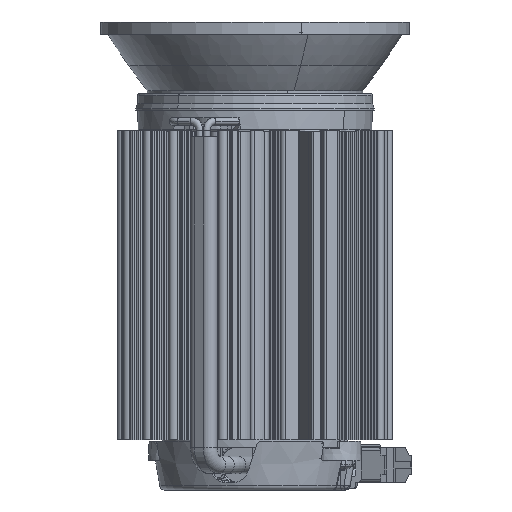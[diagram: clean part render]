
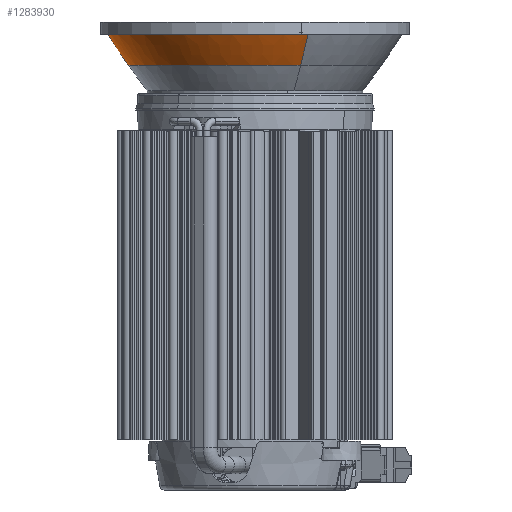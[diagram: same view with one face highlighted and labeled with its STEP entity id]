
A CAD part, front view. The second image highlights one B-rep face of the part: STEP entity #1283930.
In plain terms, the highlighted toroidal (fillet/blend) face has major radius 102.407 mm and minor radius 150 mm.
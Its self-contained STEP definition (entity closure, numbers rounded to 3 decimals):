
#1230240=CARTESIAN_POINT('',(0.,15.,0.));
#1230250=DIRECTION('',(0.,-1.,0.));
#1230260=DIRECTION('',(1.,0.,0.));
#1230270=AXIS2_PLACEMENT_3D('',#1230240,#1230250,#1230260);
#1230280=CIRCLE('',#1230270,23.8);
#1230310=CARTESIAN_POINT('',(23.753,15.,
-1.494));
#1230320=VERTEX_POINT('',#1230310);
#1230350=CARTESIAN_POINT('',(-23.753,15.,
1.494));
#1230360=VERTEX_POINT('',#1230350);
#1230370=EDGE_CURVE('',#1230320,#1230360,#1230280,.T.);
#1231910=CARTESIAN_POINT('',(20.404,10.,
-1.284));
#1231920=VERTEX_POINT('',#1231910);
#1232150=CARTESIAN_POINT('',(-20.404,10.,
1.284));
#1232160=VERTEX_POINT('',#1232150);
#1232190=CARTESIAN_POINT('',(0.,10.,0.));
#1232200=DIRECTION('',(0.,-1.,0.));
#1232210=DIRECTION('',(1.,0.,
0.));
#1232220=AXIS2_PLACEMENT_3D('',#1232190,#1232200,#1232210);
#1232230=CIRCLE('',#1232220,20.445);
#1232240=CARTESIAN_POINT('',(20.445,10.,
0.));
#1232250=VERTEX_POINT('',#1232240);
#1232260=EDGE_CURVE('',#1232250,#1232160,#1232230,.T.);
#1232280=EDGE_CURVE('',#1231920,#1232250,#1232230,.T.);
#1252070=CARTESIAN_POINT('',(102.205,96.066,
-6.429));
#1252080=DIRECTION('',(0.063,0.,
0.998));
#1252090=DIRECTION('',(0.998,0.,
-0.063));
#1252100=AXIS2_PLACEMENT_3D('',#1252070,#1252080,#1252090);
#1252110=CIRCLE('',#1252100,150.);
#1252120=EDGE_CURVE('',#1230360,#1232160,#1252110,.T.);
#1252160=CARTESIAN_POINT('',(-102.205,96.066,
6.429));
#1252170=DIRECTION('',(-0.063,0.,
-0.998));
#1252180=DIRECTION('',(-0.998,0.,
0.063));
#1252190=AXIS2_PLACEMENT_3D('',#1252160,#1252170,#1252180);
#1252200=CIRCLE('',#1252190,150.);
#1252210=EDGE_CURVE('',#1230320,#1231920,#1252200,.T.);
#1283810=CARTESIAN_POINT('',(0.,96.066,
0.));
#1283820=DIRECTION('',(0.,1.,0.));
#1283830=DIRECTION('',(0.998,0.,
-0.063));
#1283840=AXIS2_PLACEMENT_3D('',#1283810,#1283820,#1283830);
#1283850=DEGENERATE_TOROIDAL_SURFACE('',#1283840,102.407,
150.,.F.);
#1283860=ORIENTED_EDGE('',*,*,#1232260,.F.);
#1283870=ORIENTED_EDGE('',*,*,#1252120,.T.);
#1283880=ORIENTED_EDGE('',*,*,#1230370,.T.);
#1283890=ORIENTED_EDGE('',*,*,#1252210,.F.);
#1283900=ORIENTED_EDGE('',*,*,#1232280,.F.);
#1283910=EDGE_LOOP('',(#1283900,#1283890,#1283880,#1283870,#1283860));
#1283920=FACE_OUTER_BOUND('',#1283910,.T.);
#1283930=ADVANCED_FACE('',(#1283920),#1283850,.F.);
